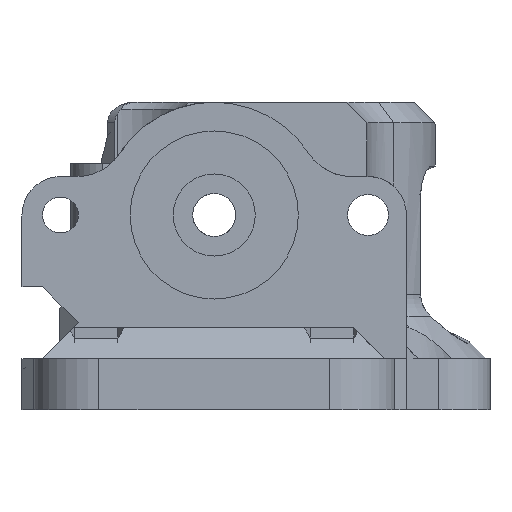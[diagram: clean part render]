
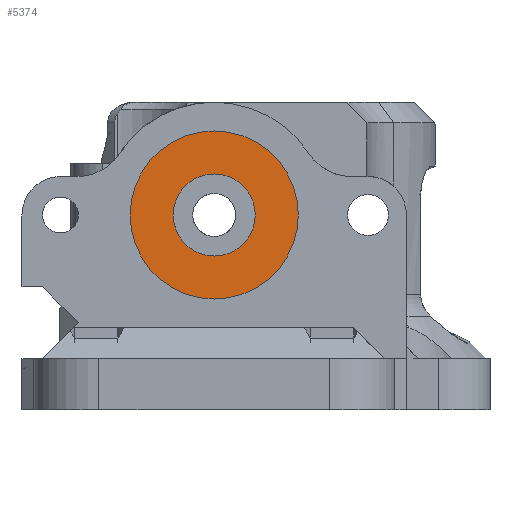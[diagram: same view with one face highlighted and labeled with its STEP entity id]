
A CAD part, front view. The second image highlights one B-rep face of the part: STEP entity #5374.
In plain terms, the highlighted planar face has unit normal (0, -1, 0).
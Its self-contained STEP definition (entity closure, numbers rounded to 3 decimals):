
#362 = CARTESIAN_POINT ( 'NONE',  ( -27.7, 12.35, 19. ) ) ;
#546 = ORIENTED_EDGE ( 'NONE', *, *, #11431, .F. ) ;
#879 = AXIS2_PLACEMENT_3D ( 'NONE', #10819, #5246, #7937 ) ;
#1182 = CIRCLE ( 'NONE', #11267, 8.2 ) ;
#1209 = DIRECTION ( 'NONE',  ( 0., 0., -1. ) ) ;
#1335 = CIRCLE ( 'NONE', #7202, 4. ) ;
#2085 = VERTEX_POINT ( 'NONE', #11885 ) ;
#2741 = EDGE_CURVE ( 'NONE', #2085, #7386, #1335, .T. ) ;
#3166 = CIRCLE ( 'NONE', #879, 4. ) ;
#3241 = DIRECTION ( 'NONE',  ( 0., 0., -1. ) ) ;
#3316 = EDGE_CURVE ( 'NONE', #6220, #8668, #1182, .T. ) ;
#3438 = CARTESIAN_POINT ( 'NONE',  ( -27.7, 12.35, 19. ) ) ;
#3518 = DIRECTION ( 'NONE',  ( 0., 0., -1. ) ) ;
#3579 = FACE_BOUND ( 'NONE', #7931, .T. ) ;
#3644 = ORIENTED_EDGE ( 'NONE', *, *, #3316, .T. ) ;
#4248 = DIRECTION ( 'NONE',  ( 0., -1., 0. ) ) ;
#4867 = EDGE_LOOP ( 'NONE', ( #3644, #4994 ) ) ;
#4934 = CARTESIAN_POINT ( 'NONE',  ( -27.7, 12.35, 10.8 ) ) ;
#4994 = ORIENTED_EDGE ( 'NONE', *, *, #7540, .T. ) ;
#5246 = DIRECTION ( 'NONE',  ( 0., -1., 0. ) ) ;
#5314 = CARTESIAN_POINT ( 'NONE',  ( -27.7, 12.35, 19. ) ) ;
#5374 = ADVANCED_FACE ( 'NONE', ( #9323, #3579 ), #8648, .T. ) ;
#6169 = DIRECTION ( 'NONE',  ( 0., 0., -1. ) ) ;
#6220 = VERTEX_POINT ( 'NONE', #4934 ) ;
#7202 = AXIS2_PLACEMENT_3D ( 'NONE', #3438, #9012, #3518 ) ;
#7386 = VERTEX_POINT ( 'NONE', #8100 ) ;
#7540 = EDGE_CURVE ( 'NONE', #8668, #6220, #7993, .T. ) ;
#7701 = DIRECTION ( 'NONE',  ( 0., -1., 0. ) ) ;
#7872 = ORIENTED_EDGE ( 'NONE', *, *, #2741, .F. ) ;
#7931 = EDGE_LOOP ( 'NONE', ( #7872, #546 ) ) ;
#7937 = DIRECTION ( 'NONE',  ( 0., 0., -1. ) ) ;
#7993 = CIRCLE ( 'NONE', #11702, 8.2 ) ;
#8100 = CARTESIAN_POINT ( 'NONE',  ( -27.7, 12.35, 23. ) ) ;
#8565 = DIRECTION ( 'NONE',  ( 0., -1., 0. ) ) ;
#8648 = PLANE ( 'NONE',  #9224 ) ;
#8668 = VERTEX_POINT ( 'NONE', #11423 ) ;
#9012 = DIRECTION ( 'NONE',  ( 0., -1., 0. ) ) ;
#9224 = AXIS2_PLACEMENT_3D ( 'NONE', #9577, #7701, #3241 ) ;
#9323 = FACE_OUTER_BOUND ( 'NONE', #4867, .T. ) ;
#9577 = CARTESIAN_POINT ( 'NONE',  ( -27.7, 12.35, 19. ) ) ;
#10819 = CARTESIAN_POINT ( 'NONE',  ( -27.7, 12.35, 19. ) ) ;
#11267 = AXIS2_PLACEMENT_3D ( 'NONE', #5314, #4248, #6169 ) ;
#11423 = CARTESIAN_POINT ( 'NONE',  ( -27.7, 12.35, 27.2 ) ) ;
#11431 = EDGE_CURVE ( 'NONE', #7386, #2085, #3166, .T. ) ;
#11702 = AXIS2_PLACEMENT_3D ( 'NONE', #362, #8565, #1209 ) ;
#11885 = CARTESIAN_POINT ( 'NONE',  ( -27.7, 12.35, 15. ) ) ;
